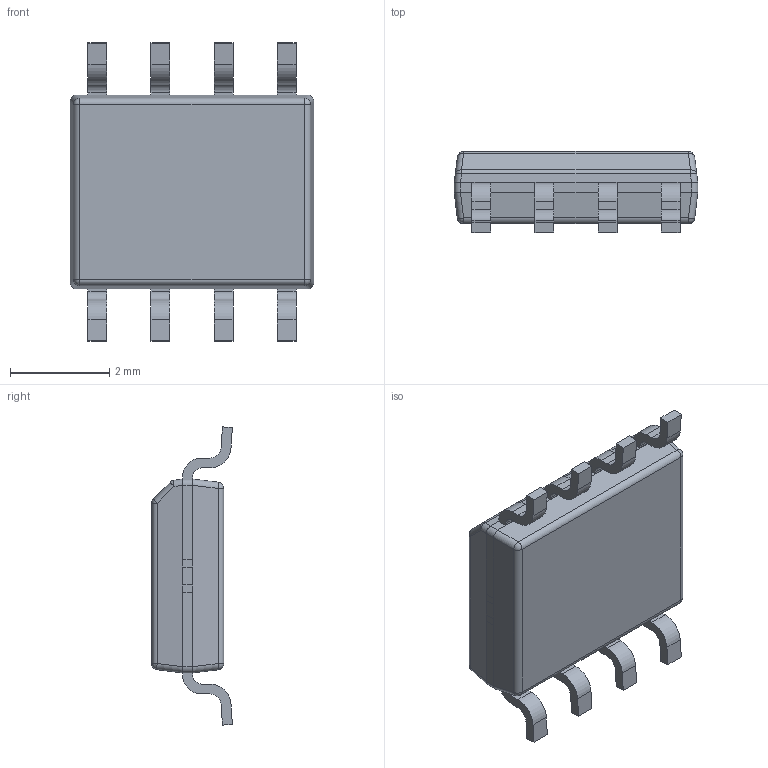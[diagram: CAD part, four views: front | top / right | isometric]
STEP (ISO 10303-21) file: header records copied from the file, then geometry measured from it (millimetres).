
FILE_DESCRIPTION(/* description */ (''),/* implementation_level */ '2;1');
FILE_NAME(/* name */ 'SOIC-N-8.stp',/* time_stamp */ '2023-10-17T11:31:48-03:00',/* author */ ('rogerio.marcondeli'),/* organization */ (''),/* preprocessor_version */ 'ST-DEVELOPER v18.1',/* originating_system */ 'Autodesk Inventor 2022',/* authorisation */ '');
FILE_SCHEMA (('AUTOMOTIVE_DESIGN { 1 0 10303 214 3 1 1 }'));
Length unit declared in the file: millimetre
Products named in the file (9): SOIC_8; M08A_ASM_82_ASM; BODY_M08A_35; LEAD_M08A_57; TIEBAR_M08A_2_ASM; MANIFOLD_SOLID_BREP_2784; MANIFOLD_SOLID_BREP_2935; MANIFOLD_SOLID_BREP_3086; MANIFOLD_SOLID_BREP_3237
Assembly tree (15 placements, depth 4):
  SOIC_8
    M08A_ASM_82_ASM
      BODY_M08A_35
      LEAD_M08A_57  x8
      TIEBAR_M08A_2_ASM
        MANIFOLD_SOLID_BREP_2784
        MANIFOLD_SOLID_BREP_2935
        MANIFOLD_SOLID_BREP_3086
        MANIFOLD_SOLID_BREP_3237
Bounding box: 4.9 x 1.62 x 6 mm (x, y, z)
Volume: 27.4 mm3; surface area: 75.5 mm2
Topology: 13 solids, 13 shells, 316 faces, 802 edges, 514 vertices
Faces by surface type: plane 185, bspline 65, cylinder 56, sphere 10
Full cylindrical faces by diameter (mm): 0.5 x1
Entity records: 7361 total; most frequent: CARTESIAN_POINT 2183, ORIENTED_EDGE 1084, DIRECTION 814, EDGE_CURVE 542, LINE 364, VECTOR 364, VERTEX_POINT 346, EDGE_LOOP 228
